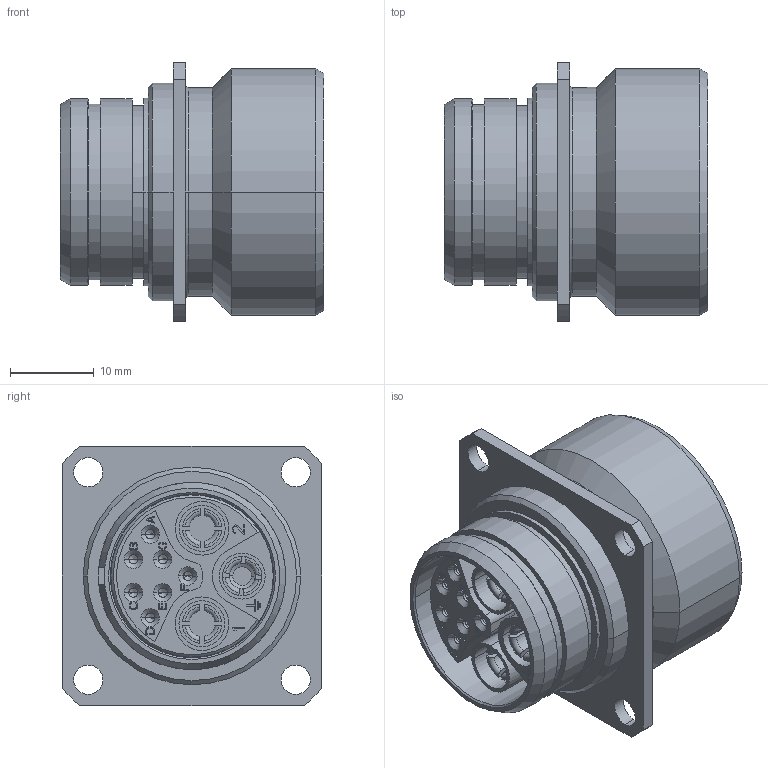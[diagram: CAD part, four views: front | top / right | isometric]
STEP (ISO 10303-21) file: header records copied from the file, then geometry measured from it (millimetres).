
FILE_DESCRIPTION((''),'2;1');
FILE_NAME('1331ER410AFS','2024-08-22T15:17:20',('paultorloting'),('NET AG system integration'),'CREO PARAMETRIC BY PTC INC, 2021404','CREO PARAMETRIC BY PTC INC, 2021404','');
FILE_SCHEMA(('AUTOMOTIVE_DESIGN { 1 0 10303 214 1 1 1 1 }'));
Length unit declared in the file: millimetre
Products named in the file (1): 1331ER410AFS
Bounding box: 31.5 x 31 x 31 mm (x, y, z)
Volume: 11001.5 mm3; surface area: 12197.1 mm2
Topology: 1 solids, 1 shells, 1148 faces, 3048 edges, 1994 vertices
Faces by surface type: plane 743, cylinder 265, cone 67, torus 67, bspline 6
Entity records: 49215 total; most frequent: CARTESIAN_POINT 12181, ORIENTED_EDGE 6068, DIRECTION 5809, EDGE_CURVE 3034, VECTOR 2128, LINE 2128, VERTEX_POINT 1994, AXIS2_PLACEMENT_3D 1839
